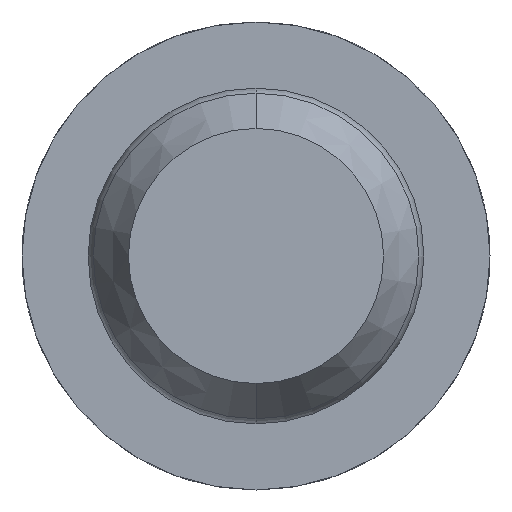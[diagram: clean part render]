
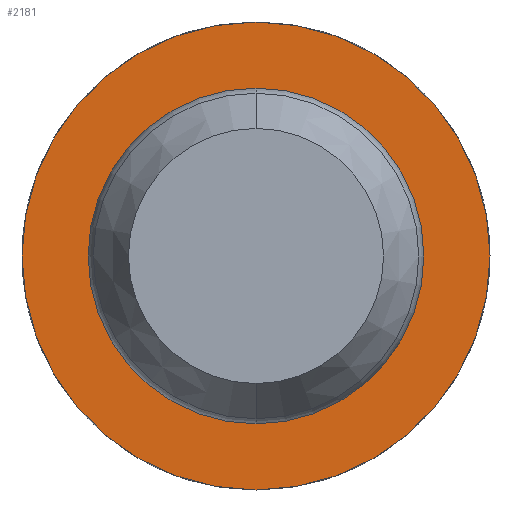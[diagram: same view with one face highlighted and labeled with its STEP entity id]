
A CAD part, front view. The second image highlights one B-rep face of the part: STEP entity #2181.
In plain terms, the highlighted planar face has unit normal (0, -1, 0).
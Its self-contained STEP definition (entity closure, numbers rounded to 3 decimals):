
#110 = ORIENTED_EDGE ( 'NONE', *, *, #3066, .F. ) ;
#412 = DIRECTION ( 'NONE',  ( 0., 0., 1. ) ) ;
#435 = EDGE_CURVE ( 'Defeature ausgef�hrt2_4+Defeature ausgef�hrt2_5+Defeature ausgef�hrt2_5+Defeature ausgef�hrt2_5', #3530, #4557, #3948, .T. ) ;
#654 = EDGE_CURVE ( 'Defeature ausgef�hrt2_4+Defeature ausgef�hrt2_5+Defeature ausgef�hrt2_5+Defeature ausgef�hrt2_5', #4557, #3530, #4169, .T. ) ;
#657 = VERTEX_POINT ( 'NONE', #4479 ) ;
#660 = ORIENTED_EDGE ( 'NONE', *, *, #435, .T. ) ;
#941 = CARTESIAN_POINT ( 'NONE',  ( 0., -10.5, -1.15 ) ) ;
#1021 = DIRECTION ( 'NONE',  ( 0., 1., 0. ) ) ;
#1087 = DIRECTION ( 'NONE',  ( 0., 1., 0. ) ) ;
#1217 = EDGE_LOOP ( 'NONE', ( #110, #4095 ) ) ;
#1261 = AXIS2_PLACEMENT_3D ( 'NONE', #3129, #1087, #4738 ) ;
#1503 = CARTESIAN_POINT ( 'NONE',  ( 0., -10.5, 0. ) ) ;
#1516 = CARTESIAN_POINT ( 'NONE',  ( 1.15, -10.5, 0. ) ) ;
#1692 = CARTESIAN_POINT ( 'NONE',  ( 0., -10.5, 0. ) ) ;
#1725 = EDGE_LOOP ( 'NONE', ( #660, #4172 ) ) ;
#1814 = CIRCLE ( 'NONE', #3924, 1.15 ) ;
#2181 = ADVANCED_FACE ( 'Defeature ausgef�hrt2_4', ( #4379, #3783 ), #3749, .F. ) ;
#2451 = CIRCLE ( 'NONE', #1261, 1.15 ) ;
#2480 = CARTESIAN_POINT ( 'NONE',  ( 0., -10.5, 0. ) ) ;
#2496 = DIRECTION ( 'NONE',  ( 0., 1., 0. ) ) ;
#2608 = AXIS2_PLACEMENT_3D ( 'NONE', #2480, #1021, #4676 ) ;
#3039 = DIRECTION ( 'NONE',  ( 0., 1., 0. ) ) ;
#3066 = EDGE_CURVE ( 'Defeature ausgef�hrt2_3+Defeature ausgef�hrt2_4+Defeature ausgef�hrt2_4+Defeature ausgef�hrt2_4', #657, #3771, #1814, .T. ) ;
#3129 = CARTESIAN_POINT ( 'NONE',  ( 0., -10.5, 0. ) ) ;
#3229 = AXIS2_PLACEMENT_3D ( 'NONE', #1516, #3039, #3352 ) ;
#3280 = EDGE_CURVE ( 'Defeature ausgef�hrt2_3+Defeature ausgef�hrt2_4+Defeature ausgef�hrt2_4+Defeature ausgef�hrt2_4', #3771, #657, #2451, .T. ) ;
#3324 = DIRECTION ( 'NONE',  ( 0., 1., 0. ) ) ;
#3352 = DIRECTION ( 'NONE',  ( 0., 0., 1. ) ) ;
#3412 = AXIS2_PLACEMENT_3D ( 'NONE', #1503, #3324, #412 ) ;
#3530 = VERTEX_POINT ( 'NONE', #3825 ) ;
#3749 = PLANE ( 'NONE',  #3229 ) ;
#3771 = VERTEX_POINT ( 'NONE', #941 ) ;
#3783 = FACE_BOUND ( 'NONE', #1725, .T. ) ;
#3825 = CARTESIAN_POINT ( 'NONE',  ( 0., -10.5, 0.825 ) ) ;
#3924 = AXIS2_PLACEMENT_3D ( 'NONE', #1692, #2496, #4715 ) ;
#3948 = CIRCLE ( 'NONE', #2608, 0.825 ) ;
#4095 = ORIENTED_EDGE ( 'NONE', *, *, #3280, .F. ) ;
#4169 = CIRCLE ( 'NONE', #3412, 0.825 ) ;
#4172 = ORIENTED_EDGE ( 'NONE', *, *, #654, .T. ) ;
#4207 = CARTESIAN_POINT ( 'NONE',  ( 0., -10.5, -0.825 ) ) ;
#4379 = FACE_OUTER_BOUND ( 'NONE', #1217, .T. ) ;
#4479 = CARTESIAN_POINT ( 'NONE',  ( 0., -10.5, 1.15 ) ) ;
#4557 = VERTEX_POINT ( 'NONE', #4207 ) ;
#4676 = DIRECTION ( 'NONE',  ( 0., 0., 1. ) ) ;
#4715 = DIRECTION ( 'NONE',  ( 0., 0., 1. ) ) ;
#4738 = DIRECTION ( 'NONE',  ( 0., 0., 1. ) ) ;
